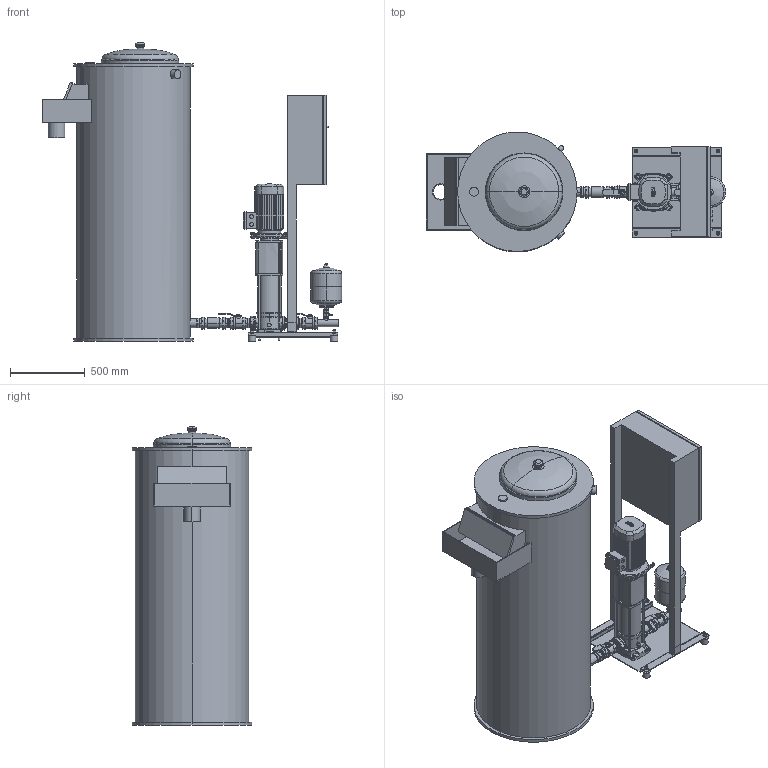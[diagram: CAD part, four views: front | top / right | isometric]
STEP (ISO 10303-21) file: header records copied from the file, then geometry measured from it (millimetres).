
FILE_DESCRIPTION((''),'2;1');
FILE_NAME('3d_FLACompact-1HELIXV1606DS8-2540109.stp','2016-01-25T12:55:03',(''),(''),'Mechanical Desktop 2009','Mechanical Desktop 2009',', , ');
FILE_SCHEMA(('CONFIG_CONTROL_DESIGN'));
Length unit declared in the file: millimetre
Products named in the file (1): Product
Bounding box: 2003 x 800 x 1995 mm (x, y, z)
Volume: 987010654.7 mm3; surface area: 11869443.9 mm2
Topology: 62 solids, 62 shells, 2053 faces, 5219 edges, 3391 vertices
Faces by surface type: plane 890, bspline 596, cylinder 405, cone 114, torus 42, sphere 6
Entity records: 66951 total; most frequent: CARTESIAN_POINT 17760, ORIENTED_EDGE 10438, DIRECTION 9636, EDGE_CURVE 5219, VERTEX_POINT 3391, VECTOR 3258, LINE 3258, AXIS2_PLACEMENT_3D 3189
